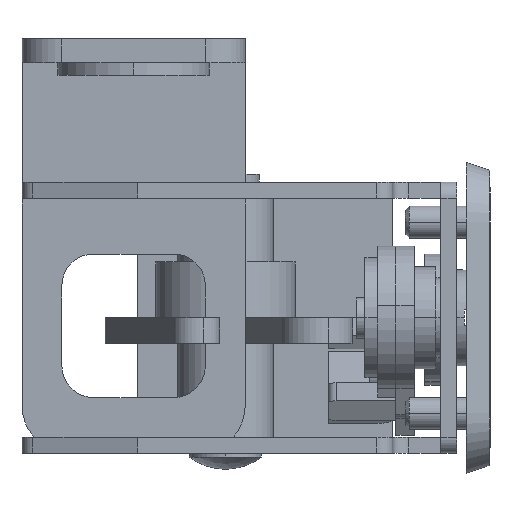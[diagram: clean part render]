
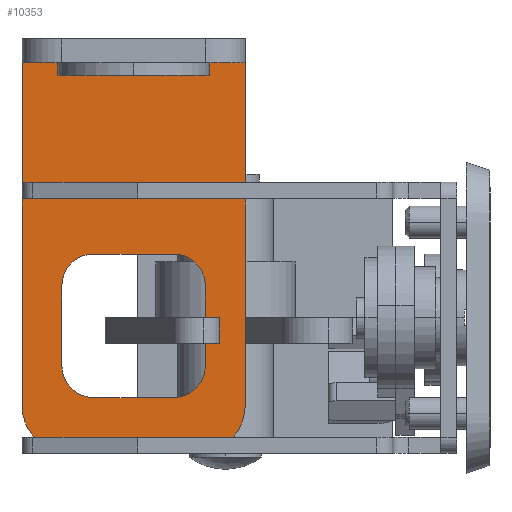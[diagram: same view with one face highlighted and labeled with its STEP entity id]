
A CAD part, left-side view. The second image highlights one B-rep face of the part: STEP entity #10353.
In plain terms, the highlighted planar face has unit normal (-1, 0, 0).
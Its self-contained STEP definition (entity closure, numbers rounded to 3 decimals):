
#4417 = CARTESIAN_POINT ( 'NONE',  ( -3., 52., 8. ) ) ;
#4418 = CARTESIAN_POINT ( 'NONE',  ( -3., 52., -8. ) ) ;
#4421 = CARTESIAN_POINT ( 'NONE',  ( -3., 31., 9. ) ) ;
#4422 = CARTESIAN_POINT ( 'NONE',  ( -3., 41., 9. ) ) ;
#4423 = CARTESIAN_POINT ( 'NONE',  ( -3., 27., 5. ) ) ;
#4424 = CARTESIAN_POINT ( 'NONE',  ( -3., 27., -5. ) ) ;
#4425 = CARTESIAN_POINT ( 'NONE',  ( -3., 31., -9. ) ) ;
#4426 = CARTESIAN_POINT ( 'NONE',  ( -3., 41., -9. ) ) ;
#4427 = CARTESIAN_POINT ( 'NONE',  ( -3., 45., -5. ) ) ;
#4428 = CARTESIAN_POINT ( 'NONE',  ( -3., 45., 5. ) ) ;
#4429 = CARTESIAN_POINT ( 'NONE',  ( -3., 46., 14. ) ) ;
#4430 = CARTESIAN_POINT ( 'NONE',  ( -3., 3., 14. ) ) ;
#4431 = CARTESIAN_POINT ( 'NONE',  ( -3., 46., -14. ) ) ;
#4432 = CARTESIAN_POINT ( 'NONE',  ( -3., 3., -14. ) ) ;
#4858 = AXIS2_PLACEMENT_3D ( 'NONE', #5057, #5070, #5071 ) ;
#4859 = VECTOR ( 'NONE', #5063, 1000. ) ;
#4863 = VECTOR ( 'NONE', #5075, 1000. ) ;
#4864 = AXIS2_PLACEMENT_3D ( 'NONE', #5072, #5079, #5080 ) ;
#4865 = VECTOR ( 'NONE', #5078, 1000. ) ;
#4868 = VECTOR ( 'NONE', #5084, 1000. ) ;
#4881 = FACE_BOUND ( 'NONE', #7397, .T. ) ;
#4884 = FACE_OUTER_BOUND ( 'NONE', #7398, .T. ) ;
#4887 = AXIS2_PLACEMENT_3D ( 'NONE', #5110, #5111, #5112 ) ;
#4900 = CIRCLE ( 'NONE', #4858, 4. ) ;
#4904 = CIRCLE ( 'NONE', #4864, 4. ) ;
#4905 = CIRCLE ( 'NONE', #5983, 6. ) ;
#4906 = CIRCLE ( 'NONE', #5981, 4. ) ;
#4907 = CIRCLE ( 'NONE', #5982, 4. ) ;
#4908 = CIRCLE ( 'NONE', #5985, 6. ) ;
#5057 = CARTESIAN_POINT ( 'NONE',  ( -3., 31., 5. ) ) ;
#5061 = LINE ( 'NONE', #5062, #4859 ) ;
#5062 = CARTESIAN_POINT ( 'NONE',  ( -3., 52., 14. ) ) ;
#5063 = DIRECTION ( 'NONE',  ( 0., 0., -1. ) ) ;
#5070 = DIRECTION ( 'NONE',  ( -1., 0., 0. ) ) ;
#5071 = DIRECTION ( 'NONE',  ( 0., 0., 1. ) ) ;
#5072 = CARTESIAN_POINT ( 'NONE',  ( -3., 31., -5. ) ) ;
#5073 = LINE ( 'NONE', #5074, #4863 ) ;
#5074 = CARTESIAN_POINT ( 'NONE',  ( -3., 41., 9. ) ) ;
#5075 = DIRECTION ( 'NONE',  ( 0., 1., 0. ) ) ;
#5076 = LINE ( 'NONE', #5077, #4865 ) ;
#5077 = CARTESIAN_POINT ( 'NONE',  ( -3., 27., -5. ) ) ;
#5078 = DIRECTION ( 'NONE',  ( 0., 0., 1. ) ) ;
#5079 = DIRECTION ( 'NONE',  ( -1., 0., 0. ) ) ;
#5080 = DIRECTION ( 'NONE',  ( 0., 0., 1. ) ) ;
#5082 = LINE ( 'NONE', #5083, #4868 ) ;
#5083 = CARTESIAN_POINT ( 'NONE',  ( -3., 41., -9. ) ) ;
#5084 = DIRECTION ( 'NONE',  ( 0., -1., 0. ) ) ;
#5109 = PLANE ( 'NONE',  #4887 ) ;
#5110 = CARTESIAN_POINT ( 'NONE',  ( -3., 52., 14. ) ) ;
#5111 = DIRECTION ( 'NONE',  ( 1., 0., 0. ) ) ;
#5112 = DIRECTION ( 'NONE',  ( 0., 0., -1. ) ) ;
#5175 = CARTESIAN_POINT ( 'NONE',  ( -3., 41., -5. ) ) ;
#5176 = DIRECTION ( 'NONE',  ( -1., 0., 0. ) ) ;
#5177 = DIRECTION ( 'NONE',  ( 0., 0., 1. ) ) ;
#5178 = CARTESIAN_POINT ( 'NONE',  ( -3., 46., 8. ) ) ;
#5179 = LINE ( 'NONE', #5180, #5984 ) ;
#5180 = CARTESIAN_POINT ( 'NONE',  ( -3., 45., -5. ) ) ;
#5181 = DIRECTION ( 'NONE',  ( 0., 0., -1. ) ) ;
#5182 = DIRECTION ( 'NONE',  ( -1., 0., 0. ) ) ;
#5183 = DIRECTION ( 'NONE',  ( 0., 0., -1. ) ) ;
#5184 = CARTESIAN_POINT ( 'NONE',  ( -3., 41., 5. ) ) ;
#5185 = DIRECTION ( 'NONE',  ( -1., 0., 0. ) ) ;
#5186 = DIRECTION ( 'NONE',  ( 0., 0., -1. ) ) ;
#5187 = CARTESIAN_POINT ( 'NONE',  ( -3., 46., -8. ) ) ;
#5188 = LINE ( 'NONE', #5189, #5986 ) ;
#5189 = CARTESIAN_POINT ( 'NONE',  ( -3., 52., 14. ) ) ;
#5190 = DIRECTION ( 'NONE',  ( 0., -1., 0. ) ) ;
#5191 = DIRECTION ( 'NONE',  ( -1., 0., 0. ) ) ;
#5192 = DIRECTION ( 'NONE',  ( 0., 0., -1. ) ) ;
#5194 = LINE ( 'NONE', #5195, #5987 ) ;
#5195 = CARTESIAN_POINT ( 'NONE',  ( -3., 52., -14. ) ) ;
#5196 = DIRECTION ( 'NONE',  ( 0., -1., 0. ) ) ;
#5197 = LINE ( 'NONE', #5198, #5989 ) ;
#5198 = CARTESIAN_POINT ( 'NONE',  ( -3., 3., 14. ) ) ;
#5199 = DIRECTION ( 'NONE',  ( 0., 0., -1. ) ) ;
#5981 = AXIS2_PLACEMENT_3D ( 'NONE', #5175, #5176, #5177 ) ;
#5982 = AXIS2_PLACEMENT_3D ( 'NONE', #5184, #5185, #5186 ) ;
#5983 = AXIS2_PLACEMENT_3D ( 'NONE', #5178, #5182, #5183 ) ;
#5984 = VECTOR ( 'NONE', #5181, 1000. ) ;
#5985 = AXIS2_PLACEMENT_3D ( 'NONE', #5187, #5191, #5192 ) ;
#5986 = VECTOR ( 'NONE', #5190, 1000. ) ;
#5987 = VECTOR ( 'NONE', #5196, 1000. ) ;
#5989 = VECTOR ( 'NONE', #5199, 1000. ) ;
#7397 = EDGE_LOOP ( 'NONE', ( #9904, #9906, #9905, #9907, #9908, #9909, #9910, #9995 ) ) ;
#7398 = EDGE_LOOP ( 'NONE', ( #9996, #9998, #9997, #9999, #10001, #10000 ) ) ;
#9904 = ORIENTED_EDGE ( 'NONE', *, *, #10342, .F. ) ;
#9905 = ORIENTED_EDGE ( 'NONE', *, *, #10343, .F. ) ;
#9906 = ORIENTED_EDGE ( 'NONE', *, *, #10341, .F. ) ;
#9907 = ORIENTED_EDGE ( 'NONE', *, *, #10344, .F. ) ;
#9908 = ORIENTED_EDGE ( 'NONE', *, *, #10345, .F. ) ;
#9909 = ORIENTED_EDGE ( 'NONE', *, *, #10371, .F. ) ;
#9910 = ORIENTED_EDGE ( 'NONE', *, *, #10372, .F. ) ;
#9941 = VERTEX_POINT ( 'NONE', #4417 ) ;
#9942 = VERTEX_POINT ( 'NONE', #4418 ) ;
#9945 = VERTEX_POINT ( 'NONE', #4421 ) ;
#9946 = VERTEX_POINT ( 'NONE', #4422 ) ;
#9947 = VERTEX_POINT ( 'NONE', #4423 ) ;
#9948 = VERTEX_POINT ( 'NONE', #4424 ) ;
#9949 = VERTEX_POINT ( 'NONE', #4425 ) ;
#9950 = VERTEX_POINT ( 'NONE', #4426 ) ;
#9951 = VERTEX_POINT ( 'NONE', #4427 ) ;
#9952 = VERTEX_POINT ( 'NONE', #4428 ) ;
#9953 = VERTEX_POINT ( 'NONE', #4429 ) ;
#9954 = VERTEX_POINT ( 'NONE', #4430 ) ;
#9955 = VERTEX_POINT ( 'NONE', #4431 ) ;
#9956 = VERTEX_POINT ( 'NONE', #4432 ) ;
#9995 = ORIENTED_EDGE ( 'NONE', *, *, #10374, .F. ) ;
#9996 = ORIENTED_EDGE ( 'NONE', *, *, #10375, .F. ) ;
#9997 = ORIENTED_EDGE ( 'NONE', *, *, #10338, .T. ) ;
#9998 = ORIENTED_EDGE ( 'NONE', *, *, #10373, .T. ) ;
#9999 = ORIENTED_EDGE ( 'NONE', *, *, #10376, .T. ) ;
#10000 = ORIENTED_EDGE ( 'NONE', *, *, #10378, .F. ) ;
#10001 = ORIENTED_EDGE ( 'NONE', *, *, #10377, .T. ) ;
#10338 = EDGE_CURVE ( 'NONE', #9941, #9942, #5061, .T. ) ;
#10341 = EDGE_CURVE ( 'NONE', #9947, #9945, #4900, .T. ) ;
#10342 = EDGE_CURVE ( 'NONE', #9945, #9946, #5073, .T. ) ;
#10343 = EDGE_CURVE ( 'NONE', #9948, #9947, #5076, .T. ) ;
#10344 = EDGE_CURVE ( 'NONE', #9949, #9948, #4904, .T. ) ;
#10345 = EDGE_CURVE ( 'NONE', #9950, #9949, #5082, .T. ) ;
#10353 = ADVANCED_FACE ( 'NONE', ( #4881, #4884 ), #5109, .F. ) ;
#10371 = EDGE_CURVE ( 'NONE', #9951, #9950, #4906, .T. ) ;
#10372 = EDGE_CURVE ( 'NONE', #9952, #9951, #5179, .T. ) ;
#10373 = EDGE_CURVE ( 'NONE', #9953, #9941, #4905, .T. ) ;
#10374 = EDGE_CURVE ( 'NONE', #9946, #9952, #4907, .T. ) ;
#10375 = EDGE_CURVE ( 'NONE', #9953, #9954, #5188, .T. ) ;
#10376 = EDGE_CURVE ( 'NONE', #9942, #9955, #4908, .T. ) ;
#10377 = EDGE_CURVE ( 'NONE', #9955, #9956, #5194, .T. ) ;
#10378 = EDGE_CURVE ( 'NONE', #9954, #9956, #5197, .T. ) ;
